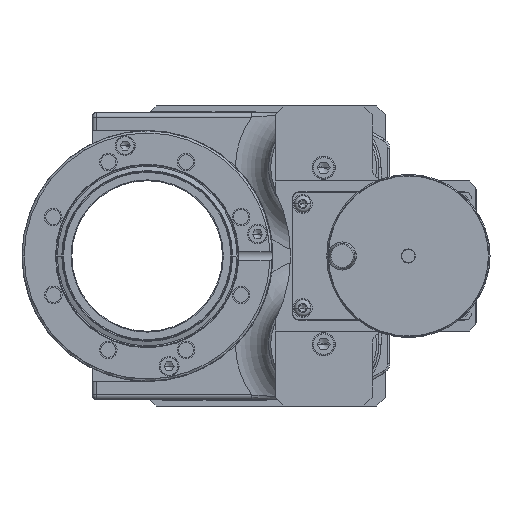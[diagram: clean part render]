
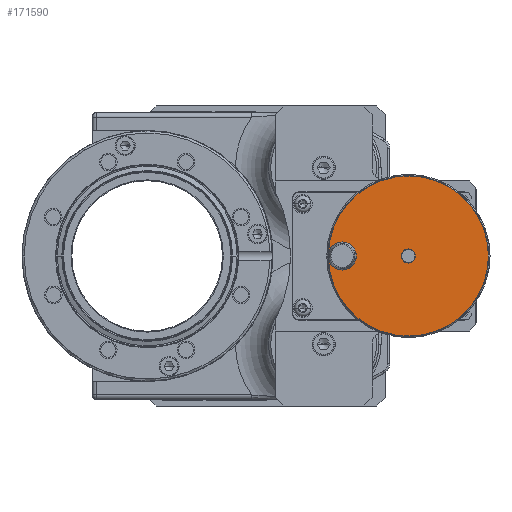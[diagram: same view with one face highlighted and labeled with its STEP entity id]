
A CAD part, front view. The second image highlights one B-rep face of the part: STEP entity #171590.
In plain terms, the highlighted planar face has unit normal (0, -1, 0).
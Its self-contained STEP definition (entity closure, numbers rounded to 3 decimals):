
#48562=CARTESIAN_POINT('',(118.4,-278.687,0.));
#48563=DIRECTION('',(0.,-1.,0.));
#48564=DIRECTION('',(1.,0.,0.));
#48565=AXIS2_PLACEMENT_3D('',#48562,#48563,#48564);
#48567=CARTESIAN_POINT('',(118.4,-278.687,0.));
#48568=DIRECTION('',(0.,-1.,0.));
#48569=DIRECTION('',(1.,0.,0.));
#48570=AXIS2_PLACEMENT_3D('',#48567,#48568,#48569);
#48572=CARTESIAN_POINT('',(118.4,-278.687,0.));
#48573=DIRECTION('',(0.,-1.,0.));
#48574=DIRECTION('',(-1.,0.,0.));
#48575=AXIS2_PLACEMENT_3D('',#48572,#48573,#48574);
#48577=CARTESIAN_POINT('',(88.4,-278.687,0.));
#48578=DIRECTION('',(0.,1.,0.));
#48579=DIRECTION('',(-0.99,0.,0.138));
#48580=AXIS2_PLACEMENT_3D('',#48577,#48578,#48579);
#48582=CARTESIAN_POINT('',(118.4,-278.687,0.));
#48583=DIRECTION('',(0.,1.,0.));
#48584=DIRECTION('',(1.,0.,0.));
#48585=AXIS2_PLACEMENT_3D('',#48582,#48583,#48584);
#48587=CARTESIAN_POINT('',(88.4,-278.687,0.));
#48588=DIRECTION('',(0.,1.,0.));
#48589=DIRECTION('',(1.,0.,0.));
#48590=AXIS2_PLACEMENT_3D('',#48587,#48588,#48589);
#80129=CARTESIAN_POINT('',(154.7,-278.687,
0.));
#80130=VERTEX_POINT('',#80129);
#80131=CARTESIAN_POINT('',(121.575,-278.687,0.));
#80132=CARTESIAN_POINT('',(115.225,-278.687,0.));
#80133=VERTEX_POINT('',#80131);
#80134=VERTEX_POINT('',#80132);
#80687=CARTESIAN_POINT('',(82.111,-278.687,0.875));
#80689=VERTEX_POINT('',#80687);
#80690=CARTESIAN_POINT('',(82.111,-278.687,-0.875));
#80691=VERTEX_POINT('',#80690);
#80692=CARTESIAN_POINT('',(94.75,-278.687,0.));
#80693=VERTEX_POINT('',#80692);
#171571=CARTESIAN_POINT('',(118.4,-278.687,-0.002));
#171572=DIRECTION('',(0.,1.,0.));
#171573=DIRECTION('',(-1.,0.,0.));
#171574=AXIS2_PLACEMENT_3D('',#171571,#171572,#171573);
#171575=PLANE('',#171574);
#171577=ORIENTED_EDGE('',*,*,#171576,.F.);
#171578=ORIENTED_EDGE('',*,*,#171566,.F.);
#171579=ORIENTED_EDGE('',*,*,#171532,.T.);
#171581=ORIENTED_EDGE('',*,*,#171580,.F.);
#171582=EDGE_LOOP('',(#171577,#171578,#171579,#171581));
#171583=FACE_OUTER_BOUND('',#171582,.F.);
#171585=ORIENTED_EDGE('',*,*,#171584,.T.);
#171587=ORIENTED_EDGE('',*,*,#171586,.T.);
#171588=EDGE_LOOP('',(#171585,#171587));
#171589=FACE_BOUND('',#171588,.F.);
#48566=CIRCLE('',#48565,36.3);
#48571=CIRCLE('',#48570,3.175);
#48576=CIRCLE('',#48575,3.175);
#48581=CIRCLE('',#48580,6.35);
#48586=CIRCLE('',#48585,36.3);
#48591=CIRCLE('',#48590,6.35);
#171532=EDGE_CURVE('',#80130,#80691,#48586,.T.);
#171566=EDGE_CURVE('',#80130,#80689,#48566,.T.);
#171576=EDGE_CURVE('',#80689,#80693,#48581,.T.);
#171580=EDGE_CURVE('',#80693,#80691,#48591,.T.);
#171584=EDGE_CURVE('',#80133,#80134,#48571,.T.);
#171586=EDGE_CURVE('',#80134,#80133,#48576,.T.);
#171590=ADVANCED_FACE('',(#171583,#171589),#171575,.F.);
